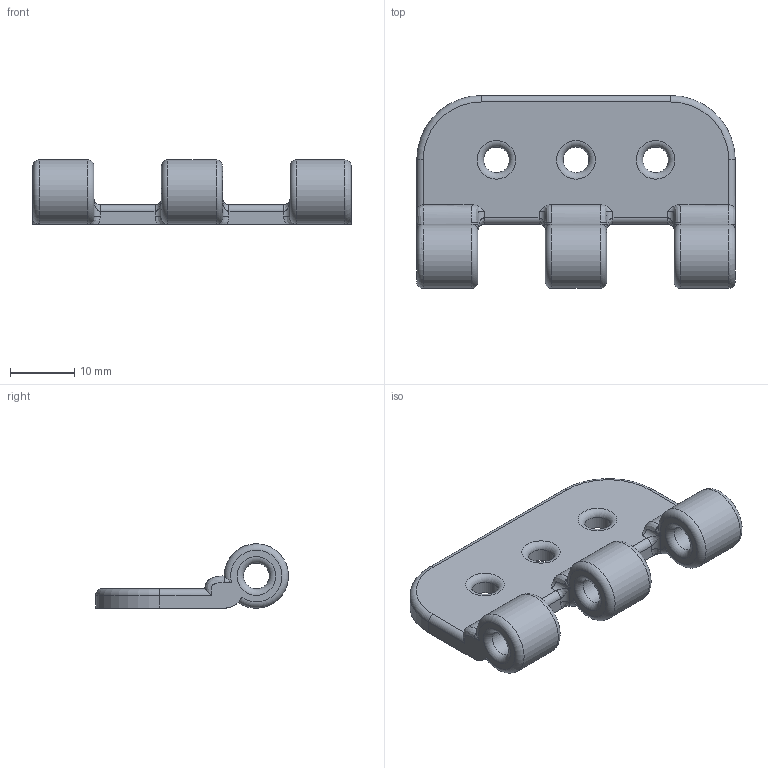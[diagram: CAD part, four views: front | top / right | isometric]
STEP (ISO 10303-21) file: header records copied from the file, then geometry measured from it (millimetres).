
FILE_DESCRIPTION(/* description */ (''),/* implementation_level */ '2;1');
FILE_NAME(/* name */ 'UpperHolder.step',/* time_stamp */ '2026-02-16T16:49:15+01:00',/* author */ (''),/* organization */ (''),/* preprocessor_version */ 'ST-DEVELOPER v20.1',/* originating_system */ 'Autodesk Translation Framework v14.24.0.0',/* authorisation */ '');
FILE_SCHEMA (('AUTOMOTIVE_DESIGN { 1 0 10303 214 3 1 1 }'));
Length unit declared in the file: millimetre
Products named in the file (1): FilaManager
Bounding box: 49.5 x 29.99 x 10 mm (x, y, z)
Volume: 4781.3 mm3; surface area: 3727.7 mm2
Topology: 1 solids, 1 shells, 86 faces, 209 edges, 121 vertices
Faces by surface type: cylinder 33, torus 21, bspline 21, plane 11
Full cylindrical faces by diameter (mm): 4 x6
Entity records: 4350 total; most frequent: CARTESIAN_POINT 2402, ORIENTED_EDGE 410, DIRECTION 379, EDGE_CURVE 205, AXIS2_PLACEMENT_3D 160, VERTEX_POINT 121, EDGE_LOOP 98, FACE_OUTER_BOUND 86
